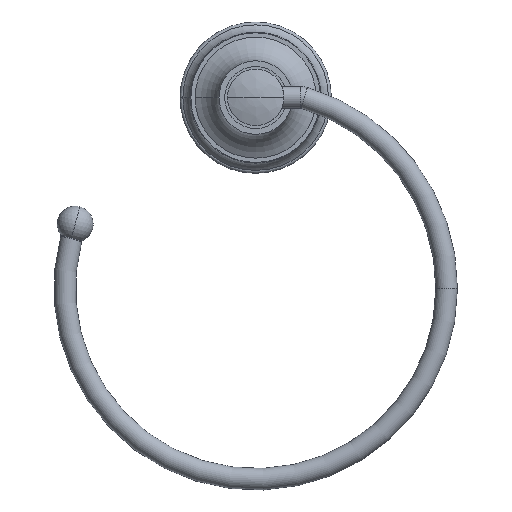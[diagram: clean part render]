
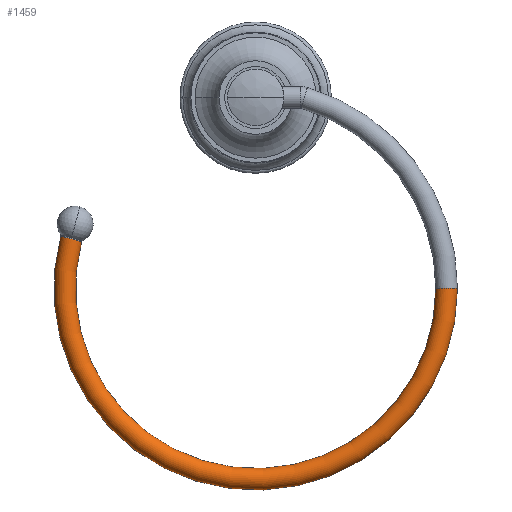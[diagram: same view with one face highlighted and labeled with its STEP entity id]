
A CAD part, top view. The second image highlights one B-rep face of the part: STEP entity #1459.
In plain terms, the highlighted toroidal (fillet/blend) face has major radius 84.138 mm and minor radius 4.763 mm.
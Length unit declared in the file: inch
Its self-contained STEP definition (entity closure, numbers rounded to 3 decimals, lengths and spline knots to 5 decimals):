
#1215=CARTESIAN_POINT('',(3.3125,-3.3125,2.811));
#1216=DIRECTION('',(0.,-1.,0.));
#1217=DIRECTION('',(1.,0.,0.));
#1218=AXIS2_PLACEMENT_3D('',#1215,#1216,#1217);
#1220=CARTESIAN_POINT('',(0.,-3.3125,2.811));
#1221=DIRECTION('',(0.,0.,-1.));
#1222=DIRECTION('',(1.,0.,0.));
#1223=AXIS2_PLACEMENT_3D('',#1220,#1221,#1222);
#1230=CARTESIAN_POINT('',(0.,-3.3125,2.811));
#1231=DIRECTION('',(0.,0.,-1.));
#1232=DIRECTION('',(1.,0.,0.));
#1233=AXIS2_PLACEMENT_3D('',#1230,#1231,#1232);
#1275=CARTESIAN_POINT('',(-3.19963,-2.45516,2.811));
#1276=DIRECTION('',(0.259,0.966,0.));
#1277=DIRECTION('',(-0.966,0.259,0.));
#1278=AXIS2_PLACEMENT_3D('',#1275,#1276,#1277);
#1297=CARTESIAN_POINT('',(3.125,-3.3125,2.811));
#1298=CARTESIAN_POINT('',(3.5,-3.3125,2.811));
#1299=VERTEX_POINT('',#1297);
#1300=VERTEX_POINT('',#1298);
#1301=CARTESIAN_POINT('',(-3.01852,-2.50369,2.811));
#1302=CARTESIAN_POINT('',(-3.38074,-2.40663,2.811));
#1303=VERTEX_POINT('',#1301);
#1304=VERTEX_POINT('',#1302);
#1445=CARTESIAN_POINT('',(0.,-3.3125,2.811));
#1446=DIRECTION('',(0.,0.,-1.));
#1447=DIRECTION('',(-1.,0.,0.));
#1448=AXIS2_PLACEMENT_3D('',#1445,#1446,#1447);
#1449=TOROIDAL_SURFACE('',#1448,3.3125,0.1875);
#1450=ORIENTED_EDGE('',*,*,#1439,.F.);
#1452=ORIENTED_EDGE('',*,*,#1451,.T.);
#1454=ORIENTED_EDGE('',*,*,#1453,.T.);
#1456=ORIENTED_EDGE('',*,*,#1455,.F.);
#1457=EDGE_LOOP('',(#1450,#1452,#1454,#1456));
#1458=FACE_OUTER_BOUND('',#1457,.F.);
#1459=ADVANCED_FACE('',(#1458),#1449,.T.);
#1219=CIRCLE('',#1218,0.1875);
#1224=CIRCLE('',#1223,3.5);
#1234=CIRCLE('',#1233,3.125);
#1279=CIRCLE('',#1278,0.1875);
#1439=EDGE_CURVE('',#1300,#1299,#1219,.T.);
#1451=EDGE_CURVE('',#1300,#1304,#1224,.T.);
#1453=EDGE_CURVE('',#1304,#1303,#1279,.T.);
#1455=EDGE_CURVE('',#1299,#1303,#1234,.T.);
